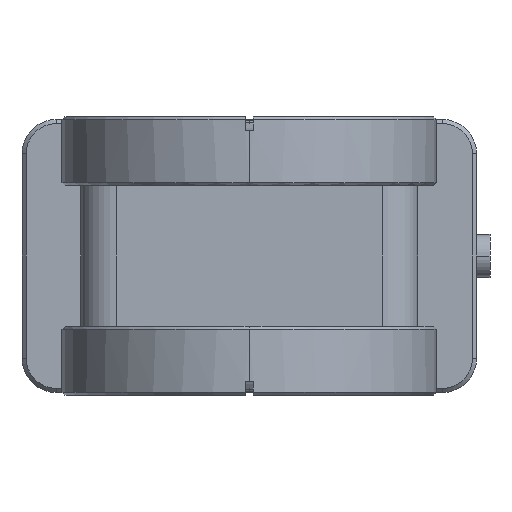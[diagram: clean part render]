
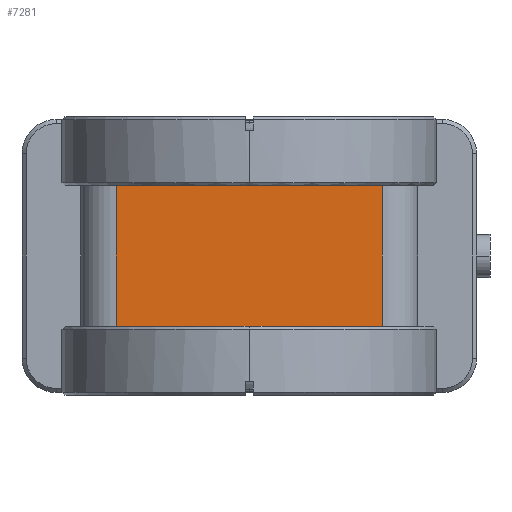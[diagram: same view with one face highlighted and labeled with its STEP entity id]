
A CAD part, front view. The second image highlights one B-rep face of the part: STEP entity #7281.
In plain terms, the highlighted planar face has unit normal (0, -1, 0).
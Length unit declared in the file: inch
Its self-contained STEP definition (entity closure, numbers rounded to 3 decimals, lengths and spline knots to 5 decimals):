
#18=DIRECTION('',(1.,0.,0.));
#19=VECTOR('',#18,0.6235);
#20=CARTESIAN_POINT('',(0.345,-1.3,-0.5125));
#21=LINE('',#20,#19);
#27=DIRECTION('',(1.,0.,0.));
#28=VECTOR('',#27,0.6235);
#29=CARTESIAN_POINT('',(-0.9685,-1.3,-0.5125));
#30=LINE('',#29,#28);
#853=DIRECTION('',(0.,0.,-1.));
#854=VECTOR('',#853,1.025);
#855=CARTESIAN_POINT('',(-0.9685,-1.3,0.5125));
#856=LINE('',#855,#854);
#857=DIRECTION('',(1.,0.,0.));
#858=VECTOR('',#857,0.69);
#859=CARTESIAN_POINT('',(-0.345,-1.3,0.5125));
#860=LINE('',#859,#858);
#861=DIRECTION('',(0.,0.,-1.));
#862=VECTOR('',#861,1.025);
#863=CARTESIAN_POINT('',(0.9685,-1.3,0.5125));
#864=LINE('',#863,#862);
#865=DIRECTION('',(1.,0.,0.));
#866=VECTOR('',#865,0.69);
#867=CARTESIAN_POINT('',(-0.345,-1.3,-0.5125));
#868=LINE('',#867,#866);
#891=DIRECTION('',(-1.,0.,0.));
#892=VECTOR('',#891,0.6235);
#893=CARTESIAN_POINT('',(0.9685,-1.3,0.5125));
#894=LINE('',#893,#892);
#918=DIRECTION('',(-1.,0.,0.));
#919=VECTOR('',#918,0.6235);
#920=CARTESIAN_POINT('',(-0.345,-1.3,0.5125));
#921=LINE('',#920,#919);
#4963=CARTESIAN_POINT('',(-0.9685,-1.3,-0.5125));
#4965=VERTEX_POINT('',#4963);
#4969=CARTESIAN_POINT('',(-0.9685,-1.3,0.5125));
#4970=VERTEX_POINT('',#4969);
#4972=CARTESIAN_POINT('',(0.9685,-1.3,-0.5125));
#4974=VERTEX_POINT('',#4972);
#4975=CARTESIAN_POINT('',(0.9685,-1.3,0.5125));
#4976=VERTEX_POINT('',#4975);
#5087=CARTESIAN_POINT('',(0.345,-1.3,0.5125));
#5089=VERTEX_POINT('',#5087);
#5091=CARTESIAN_POINT('',(-0.345,-1.3,0.5125));
#5092=VERTEX_POINT('',#5091);
#5109=CARTESIAN_POINT('',(0.345,-1.3,-0.5125));
#5111=VERTEX_POINT('',#5109);
#5113=CARTESIAN_POINT('',(-0.345,-1.3,-0.5125));
#5114=VERTEX_POINT('',#5113);
#7262=CARTESIAN_POINT('',(-1.2285,-1.3,-0.5125));
#7263=DIRECTION('',(0.,-1.,0.));
#7264=DIRECTION('',(1.,0.,0.));
#7265=AXIS2_PLACEMENT_3D('',#7262,#7263,#7264);
#7266=PLANE('',#7265);
#7267=ORIENTED_EDGE('',*,*,#6248,.F.);
#7269=ORIENTED_EDGE('',*,*,#7268,.F.);
#7271=ORIENTED_EDGE('',*,*,#7270,.F.);
#7273=ORIENTED_EDGE('',*,*,#7272,.T.);
#7275=ORIENTED_EDGE('',*,*,#7274,.F.);
#7276=ORIENTED_EDGE('',*,*,#7254,.T.);
#7277=ORIENTED_EDGE('',*,*,#6236,.F.);
#7278=ORIENTED_EDGE('',*,*,#6328,.F.);
#7279=EDGE_LOOP('',(#7267,#7269,#7271,#7273,#7275,#7276,#7277,#7278));
#7280=FACE_OUTER_BOUND('',#7279,.F.);
#7281=ADVANCED_FACE('',(#7280),#7266,.T.);
#6236=EDGE_CURVE('',#5111,#4974,#21,.T.);
#6248=EDGE_CURVE('',#4965,#5114,#30,.T.);
#6328=EDGE_CURVE('',#5114,#5111,#868,.T.);
#7254=EDGE_CURVE('',#4976,#4974,#864,.T.);
#7268=EDGE_CURVE('',#4970,#4965,#856,.T.);
#7270=EDGE_CURVE('',#5092,#4970,#921,.T.);
#7272=EDGE_CURVE('',#5092,#5089,#860,.T.);
#7274=EDGE_CURVE('',#4976,#5089,#894,.T.);
